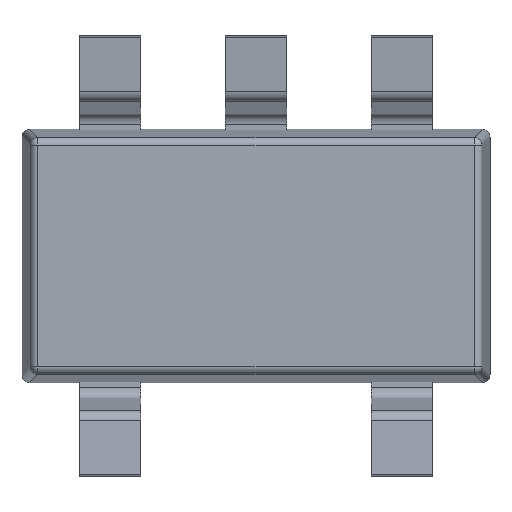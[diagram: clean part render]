
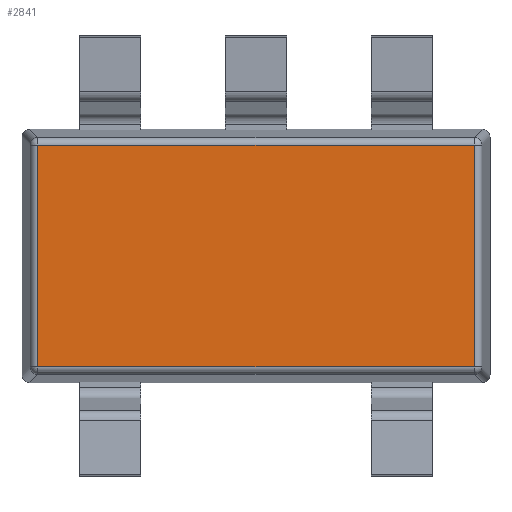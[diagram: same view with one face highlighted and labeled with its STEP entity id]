
A CAD part, front view. The second image highlights one B-rep face of the part: STEP entity #2841.
In plain terms, the highlighted planar face has unit normal (0, -1, 0).
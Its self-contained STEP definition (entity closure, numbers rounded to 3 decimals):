
#49 = CARTESIAN_POINT ( 'NONE',  ( -1.422, 0.15, -0.722 ) ) ;
#124 = VECTOR ( 'NONE', #1861, 1000. ) ;
#273 = CARTESIAN_POINT ( 'NONE',  ( -1.422, 0.15, 0.722 ) ) ;
#296 = ORIENTED_EDGE ( 'NONE', *, *, #2341, .T. ) ;
#383 = EDGE_LOOP ( 'NONE', ( #3857, #296, #3479, #2607 ) ) ;
#456 = EDGE_CURVE ( 'NONE', #2721, #3531, #2591, .T. ) ;
#781 = DIRECTION ( 'NONE',  ( 0., 0., 1. ) ) ;
#843 = DIRECTION ( 'NONE',  ( 0., -1., 0. ) ) ;
#867 = PLANE ( 'NONE',  #1713 ) ;
#1041 = VERTEX_POINT ( 'NONE', #273 ) ;
#1094 = VECTOR ( 'NONE', #3543, 1000. ) ;
#1160 = VECTOR ( 'NONE', #781, 1000. ) ;
#1197 = DIRECTION ( 'NONE',  ( 0., 0., -1. ) ) ;
#1291 = DIRECTION ( 'NONE',  ( -1., 0., 0. ) ) ;
#1350 = VECTOR ( 'NONE', #1291, 1000. ) ;
#1504 = VERTEX_POINT ( 'NONE', #49 ) ;
#1524 = EDGE_CURVE ( 'NONE', #3531, #1041, #3561, .T. ) ;
#1554 = CARTESIAN_POINT ( 'NONE',  ( 0., 0.15, -0.722 ) ) ;
#1713 = AXIS2_PLACEMENT_3D ( 'NONE', #2430, #843, #1197 ) ;
#1861 = DIRECTION ( 'NONE',  ( 1., 0., 0. ) ) ;
#1906 = LINE ( 'NONE', #2295, #1094 ) ;
#2295 = CARTESIAN_POINT ( 'NONE',  ( -1.422, 0.15, 0. ) ) ;
#2341 = EDGE_CURVE ( 'NONE', #1504, #2721, #3763, .T. ) ;
#2430 = CARTESIAN_POINT ( 'NONE',  ( 0., 0.15, 0. ) ) ;
#2546 = EDGE_CURVE ( 'NONE', #1041, #1504, #1906, .T. ) ;
#2591 = LINE ( 'NONE', #3249, #1160 ) ;
#2607 = ORIENTED_EDGE ( 'NONE', *, *, #1524, .T. ) ;
#2642 = CARTESIAN_POINT ( 'NONE',  ( 1.422, 0.15, -0.722 ) ) ;
#2715 = CARTESIAN_POINT ( 'NONE',  ( 1.422, 0.15, 0.722 ) ) ;
#2721 = VERTEX_POINT ( 'NONE', #2642 ) ;
#2832 = CARTESIAN_POINT ( 'NONE',  ( 0., 0.15, 0.722 ) ) ;
#2841 = ADVANCED_FACE ( 'NONE', ( #3158 ), #867, .T. ) ;
#3158 = FACE_OUTER_BOUND ( 'NONE', #383, .T. ) ;
#3249 = CARTESIAN_POINT ( 'NONE',  ( 1.422, 0.15, 0. ) ) ;
#3479 = ORIENTED_EDGE ( 'NONE', *, *, #456, .T. ) ;
#3531 = VERTEX_POINT ( 'NONE', #2715 ) ;
#3543 = DIRECTION ( 'NONE',  ( 0., 0., -1. ) ) ;
#3561 = LINE ( 'NONE', #2832, #1350 ) ;
#3763 = LINE ( 'NONE', #1554, #124 ) ;
#3857 = ORIENTED_EDGE ( 'NONE', *, *, #2546, .T. ) ;
